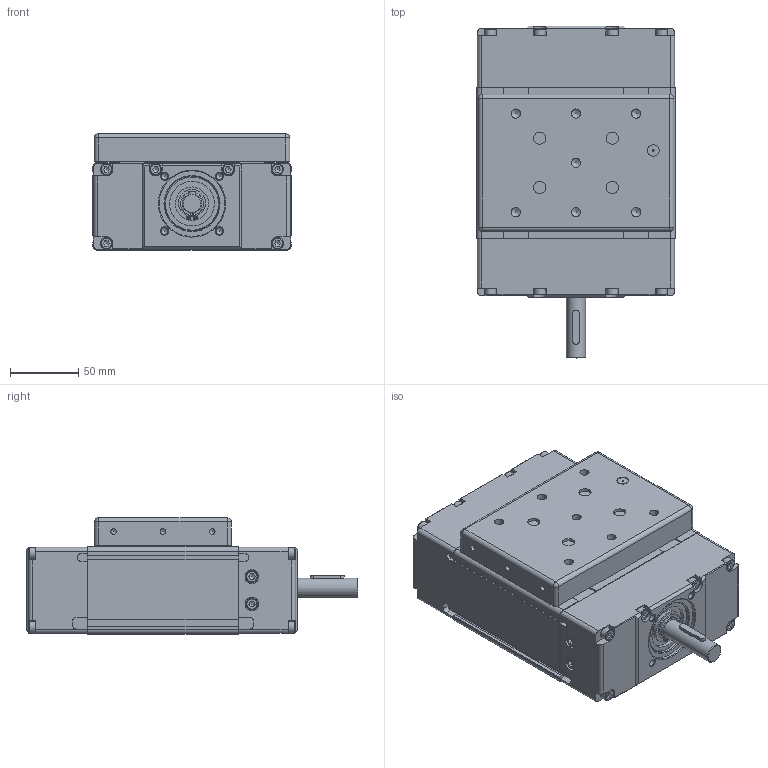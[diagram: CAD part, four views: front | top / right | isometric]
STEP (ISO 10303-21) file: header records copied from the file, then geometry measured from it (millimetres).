
FILE_DESCRIPTION((''),'2;1');
FILE_NAME('CTV 145 S 1 ASM.stp','2011-05-23T10:37:45',('Matej'),(''),'Autodesk Inventor 2011','Autodesk Inventor 2011','');
FILE_SCHEMA(('AUTOMOTIVE_DESIGN { 1 0 10303 214 1 1 1 1 }'));
Length unit declared in the file: millimetre
Products named in the file (7): CTV 145 S 1 ASM; CTV 145 S 1; PROFIL CTV 145 S; KONČNI DEL CTV 145; POGONSKI DEL CTV 145; VOZIČEK CTV 145 S; PLOŠČA CTV 145 S
Assembly tree (6 placements, depth 3):
  CTV 145 S 1 ASM
    CTV 145 S 1
      PROFIL CTV 145 S
      KONČNI DEL CTV 145
      POGONSKI DEL CTV 145
      VOZIČEK CTV 145 S
      PLOŠČA CTV 145 S
Bounding box: 145 x 242.5 x 85 mm (x, y, z)
Volume: 2046761.1 mm3; surface area: 219117.6 mm2
Topology: 6 solids, 6 shells, 528 faces, 1351 edges, 880 vertices
Faces by surface type: plane 343, cylinder 128, cone 35, torus 18, sphere 4
Full cylindrical faces by diameter (mm): 1 x3, 1.7 x2, 4.134 x6, 4.917 x8, 6 x4, 6.647 x7, 8.5 x19, 9 x4, 10 x4, 14 x1, 15 x6, 16.2 x1, 17 x2, 24.36 x1, 32.64 x1, 40 x1, 48 x1
Entity records: 15351 total; most frequent: CARTESIAN_POINT 2709, DIRECTION 2478, ORIENTED_EDGE 2354, EDGE_CURVE 1177, VERTEX_POINT 835, VECTOR 830, LINE 830, AXIS2_PLACEMENT_3D 824
